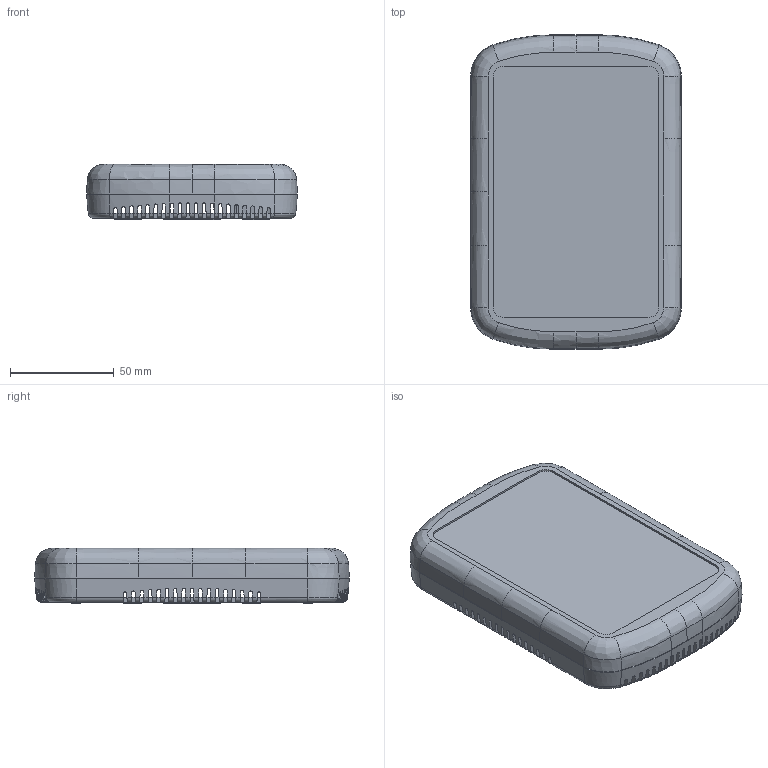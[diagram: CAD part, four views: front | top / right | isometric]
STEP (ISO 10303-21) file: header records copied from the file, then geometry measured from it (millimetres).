
FILE_DESCRIPTION (( 'STEP AP203' ), '1' );
FILE_NAME ('ZWM150.100.26.STEP', '2023-03-30T11:42:23', ( '' ), ( '' ), 'SwSTEP 2.0', 'SolidWorks 2015', '' );
FILE_SCHEMA (( 'CONFIG_CONTROL_DESIGN' ));
Length unit declared in the file: millimetre
Products named in the file (3): pokrywa render; podstawa_render; ZWM150.100.26
Assembly tree (2 placements, depth 2):
  ZWM150.100.26
    pokrywa render
    podstawa_render
Bounding box: 101.8 x 151.93 x 26.73 mm (x, y, z)
Volume: 86413.9 mm3; surface area: 82478.5 mm2
Topology: 2 solids, 2 shells, 1329 faces, 4294 edges, 2849 vertices
Faces by surface type: plane 573, cylinder 438, bspline 189, cone 128, torus 1
Entity records: 84140 total; most frequent: CARTESIAN_POINT 48941, ORIENTED_EDGE 8588, DIRECTION 5699, EDGE_CURVE 4294, VERTEX_POINT 2849, LINE 2175, VECTOR 2175, AXIS2_PLACEMENT_3D 1762
